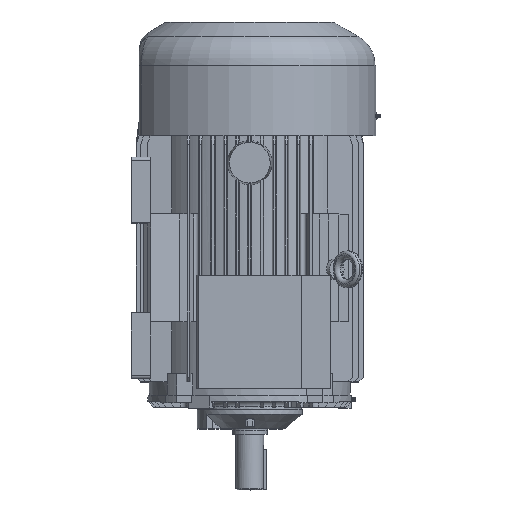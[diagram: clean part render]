
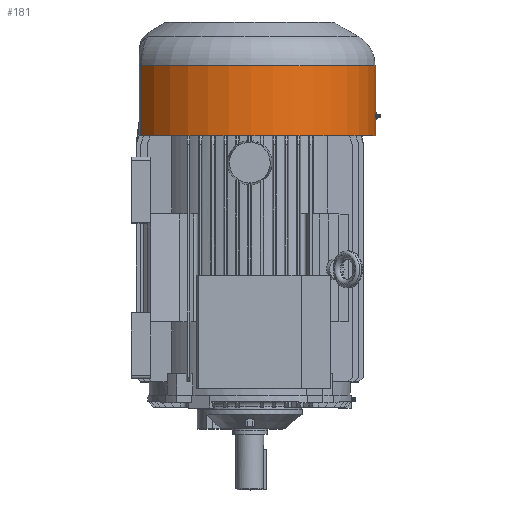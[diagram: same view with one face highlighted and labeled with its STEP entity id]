
A CAD part, top view. The second image highlights one B-rep face of the part: STEP entity #181.
In plain terms, the highlighted cylindrical face has radius 216.016 mm (diameter 432.033 mm), a partial arc.
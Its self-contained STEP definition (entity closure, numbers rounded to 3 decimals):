
#181 = ADVANCED_FACE( '', ( #1219, #1220 ), #1221, .T. );
#1219 = FACE_OUTER_BOUND( '', #3232, .T. );
#1220 = FACE_BOUND( '', #3233, .T. );
#1221 = CYLINDRICAL_SURFACE( '', #3234, 216.016 );
#3232 = EDGE_LOOP( '', ( #6282, #6283, #6284, #6285 ) );
#3233 = EDGE_LOOP( '', ( #6286, #6287, #6288, #6289, #6290, #6291 ) );
#3234 = AXIS2_PLACEMENT_3D( '', #6292, #6293, #6294 );
#6282 = ORIENTED_EDGE( '', *, *, #14356, .F. );
#6283 = ORIENTED_EDGE( '', *, *, #14357, .T. );
#6284 = ORIENTED_EDGE( '', *, *, #14358, .T. );
#6285 = ORIENTED_EDGE( '', *, *, #14359, .T. );
#6286 = ORIENTED_EDGE( '', *, *, #14360, .F. );
#6287 = ORIENTED_EDGE( '', *, *, #14361, .F. );
#6288 = ORIENTED_EDGE( '', *, *, #14362, .F. );
#6289 = ORIENTED_EDGE( '', *, *, #14363, .F. );
#6290 = ORIENTED_EDGE( '', *, *, #14364, .F. );
#6291 = ORIENTED_EDGE( '', *, *, #14365, .F. );
#6292 = CARTESIAN_POINT( '', ( 0., 609.33, 0. ) );
#6293 = DIRECTION( '', ( 0., 1., 0. ) );
#6294 = DIRECTION( '', ( 0., 0., -1. ) );
#14356 = EDGE_CURVE( '', #17231, #17232, #17233, .F. );
#14357 = EDGE_CURVE( '', #17231, #17234, #17235, .F. );
#14358 = EDGE_CURVE( '', #17234, #17236, #17237, .T. );
#14359 = EDGE_CURVE( '', #17236, #17232, #17238, .T. );
#14360 = EDGE_CURVE( '', #17239, #17240, #17241, .T. );
#14361 = EDGE_CURVE( '', #17242, #17239, #17243, .T. );
#14362 = EDGE_CURVE( '', #17244, #17242, #17245, .T. );
#14363 = EDGE_CURVE( '', #17246, #17244, #17247, .T. );
#14364 = EDGE_CURVE( '', #17248, #17246, #17249, .T. );
#14365 = EDGE_CURVE( '', #17240, #17248, #17250, .T. );
#17231 = VERTEX_POINT( '', #22015 );
#17232 = VERTEX_POINT( '', #22016 );
#17233 = CIRCLE( '', #22017, 216.016 );
#17234 = VERTEX_POINT( '', #22018 );
#17235 = LINE( '', #22019, #22020 );
#17236 = VERTEX_POINT( '', #22021 );
#17237 = CIRCLE( '', #22022, 216.016 );
#17238 = LINE( '', #22023, #22024 );
#17239 = VERTEX_POINT( '', #22025 );
#17240 = VERTEX_POINT( '', #22026 );
#17241 = ELLIPSE( '', #22027, 3943.377, 216.016 );
#17242 = VERTEX_POINT( '', #22028 );
#17243 = ELLIPSE( '', #22029, 242.14, 216.016 );
#17244 = VERTEX_POINT( '', #22030 );
#17245 = ELLIPSE( '', #22031, 257.981, 216.016 );
#17246 = VERTEX_POINT( '', #22032 );
#17247 = ELLIPSE( '', #22033, 3943.377, 216.016 );
#17248 = VERTEX_POINT( '', #22034 );
#17249 = ELLIPSE( '', #22035, 242.14, 216.016 );
#17250 = ELLIPSE( '', #22036, 257.981, 216.016 );
#22015 = CARTESIAN_POINT( '', ( -186.855, 446.39, -108.389 ) );
#22016 = CARTESIAN_POINT( '', ( -185.804, 446.39, 110.181 ) );
#22017 = AXIS2_PLACEMENT_3D( '', #30620, #30621, #30622 );
#22018 = CARTESIAN_POINT( '', ( -186.855, 566.39, -108.389 ) );
#22019 = CARTESIAN_POINT( '', ( -186.855, 609.33, -108.389 ) );
#22020 = VECTOR( '', #30623, 1000. );
#22021 = CARTESIAN_POINT( '', ( -185.804, 566.39, 110.181 ) );
#22022 = AXIS2_PLACEMENT_3D( '', #30624, #30625, #30626 );
#22023 = CARTESIAN_POINT( '', ( -185.804, 609.33, 110.181 ) );
#22024 = VECTOR( '', #30627, 1000. );
#22025 = CARTESIAN_POINT( '', ( 215.951, 476.426, -5.318 ) );
#22026 = CARTESIAN_POINT( '', ( 215.942, 482.768, -5.666 ) );
#22027 = AXIS2_PLACEMENT_3D( '', #30628, #30629, #30630 );
#22028 = CARTESIAN_POINT( '', ( 216.016, 473.557, 0.348 ) );
#22029 = AXIS2_PLACEMENT_3D( '', #30631, #30632, #30633 );
#22030 = CARTESIAN_POINT( '', ( 215.942, 477.029, 5.666 ) );
#22031 = AXIS2_PLACEMENT_3D( '', #30634, #30635, #30636 );
#22032 = CARTESIAN_POINT( '', ( 215.951, 483.37, 5.318 ) );
#22033 = AXIS2_PLACEMENT_3D( '', #30637, #30638, #30639 );
#22034 = CARTESIAN_POINT( '', ( 216.016, 486.24, -0.348 ) );
#22035 = AXIS2_PLACEMENT_3D( '', #30640, #30641, #30642 );
#22036 = AXIS2_PLACEMENT_3D( '', #30643, #30644, #30645 );
#30620 = CARTESIAN_POINT( '', ( 0., 446.39, 0. ) );
#30621 = DIRECTION( '', ( 0., 1., 0. ) );
#30622 = DIRECTION( '', ( 1., 0., 0. ) );
#30623 = DIRECTION( '', ( 0., -1., 0. ) );
#30624 = CARTESIAN_POINT( '', ( 0., 566.39, 0. ) );
#30625 = DIRECTION( '', ( 0., -1., 0. ) );
#30626 = DIRECTION( '', ( 0., 0., -1. ) );
#30627 = DIRECTION( '', ( 0., -1., 0. ) );
#30628 = CARTESIAN_POINT( '', ( 0., 379.496, 0. ) );
#30629 = DIRECTION( '', ( 0., 0.055, 0.998 ) );
#30630 = DIRECTION( '', ( 0., -0.998, 0.055 ) );
#30631 = CARTESIAN_POINT( '', ( 0., 473.733, 0. ) );
#30632 = DIRECTION( '', ( 0., 0.892, 0.452 ) );
#30633 = DIRECTION( '', ( 0., -0.452, 0.892 ) );
#30634 = CARTESIAN_POINT( '', ( 0., 473.33, 0. ) );
#30635 = DIRECTION( '', ( 0., 0.837, -0.547 ) );
#30636 = DIRECTION( '', ( 0., -0.547, -0.837 ) );
#30637 = CARTESIAN_POINT( '', ( 0., 580.301, 0. ) );
#30638 = DIRECTION( '', ( 0., -0.055, -0.998 ) );
#30639 = DIRECTION( '', ( 0., -0.998, 0.055 ) );
#30640 = CARTESIAN_POINT( '', ( 0., 486.063, 0. ) );
#30641 = DIRECTION( '', ( 0., -0.892, -0.452 ) );
#30642 = DIRECTION( '', ( 0., -0.452, 0.892 ) );
#30643 = CARTESIAN_POINT( '', ( 0., 486.467, 0. ) );
#30644 = DIRECTION( '', ( 0., -0.837, 0.547 ) );
#30645 = DIRECTION( '', ( 0., -0.547, -0.837 ) );
